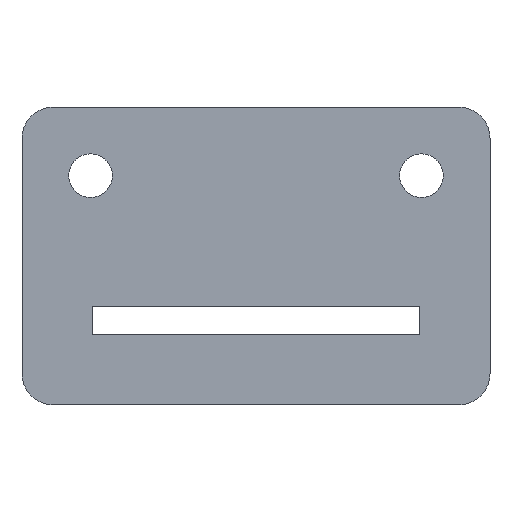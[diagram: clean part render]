
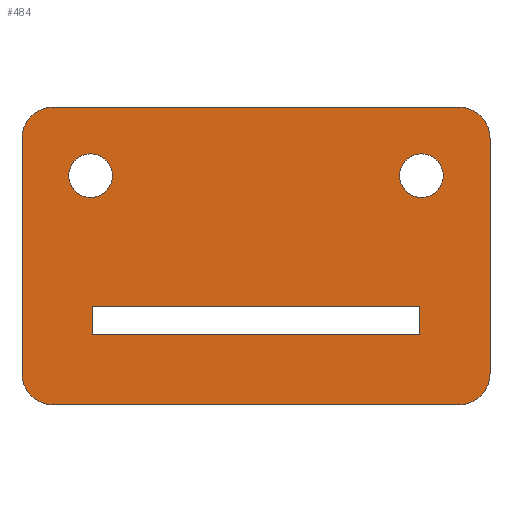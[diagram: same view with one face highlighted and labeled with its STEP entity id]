
A CAD part, front view. The second image highlights one B-rep face of the part: STEP entity #484.
In plain terms, the highlighted planar face has unit normal (0, -1, 0).
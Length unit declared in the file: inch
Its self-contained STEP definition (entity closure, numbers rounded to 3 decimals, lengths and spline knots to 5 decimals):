
#7 = CARTESIAN_POINT ( 'NONE',  ( 0.53033, 0., 0.2575 ) ) ;
#10 = CARTESIAN_POINT ( 'NONE',  ( -0.75, 0., -0.37717 ) ) ;
#11 = VECTOR ( 'NONE', #378, 39.37008 ) ;
#13 = ORIENTED_EDGE ( 'NONE', *, *, #25, .T. ) ;
#14 = EDGE_CURVE ( 'NONE', #137, #183, #321, .T. ) ;
#18 = VERTEX_POINT ( 'NONE', #100 ) ;
#20 = ORIENTED_EDGE ( 'NONE', *, *, #218, .T. ) ;
#25 = EDGE_CURVE ( 'NONE', #252, #470, #420, .T. ) ;
#26 = PLANE ( 'NONE',  #285 ) ;
#27 = CIRCLE ( 'NONE', #530, 0.1 ) ;
#29 = VERTEX_POINT ( 'NONE', #49 ) ;
#31 = VERTEX_POINT ( 'NONE', #41 ) ;
#38 = CARTESIAN_POINT ( 'NONE',  ( -0.75, 0., -0.47717 ) ) ;
#39 = EDGE_CURVE ( 'NONE', #183, #31, #292, .T. ) ;
#41 = CARTESIAN_POINT ( 'NONE',  ( 0.525, 0., -0.25217 ) ) ;
#44 = LINE ( 'NONE', #374, #11 ) ;
#46 = ORIENTED_EDGE ( 'NONE', *, *, #39, .T. ) ;
#47 = ORIENTED_EDGE ( 'NONE', *, *, #594, .T. ) ;
#49 = CARTESIAN_POINT ( 'NONE',  ( 0.53033, 0., 0.3275 ) ) ;
#52 = CARTESIAN_POINT ( 'NONE',  ( 0.75, 0., -0.47717 ) ) ;
#53 = CIRCLE ( 'NONE', #227, 0.07 ) ;
#69 = CARTESIAN_POINT ( 'NONE',  ( 0.525, 0., -0.25217 ) ) ;
#71 = VERTEX_POINT ( 'NONE', #262 ) ;
#83 = AXIS2_PLACEMENT_3D ( 'NONE', #626, #217, #268 ) ;
#86 = EDGE_CURVE ( 'NONE', #402, #260, #501, .T. ) ;
#90 = DIRECTION ( 'NONE',  ( 0., -1., 0. ) ) ;
#97 = VERTEX_POINT ( 'NONE', #620 ) ;
#100 = CARTESIAN_POINT ( 'NONE',  ( 0.53033, 0., 0.1875 ) ) ;
#103 = AXIS2_PLACEMENT_3D ( 'NONE', #146, #90, #545 ) ;
#105 = ORIENTED_EDGE ( 'NONE', *, *, #416, .T. ) ;
#108 = CARTESIAN_POINT ( 'NONE',  ( 0.53033, 0., 0.2575 ) ) ;
#118 = DIRECTION ( 'NONE',  ( -1., 0., 0. ) ) ;
#120 = CARTESIAN_POINT ( 'NONE',  ( -0.525, 0., -0.25217 ) ) ;
#123 = CARTESIAN_POINT ( 'NONE',  ( -0.53033, 0., 0.2575 ) ) ;
#124 = CARTESIAN_POINT ( 'NONE',  ( 0.525, 0., -0.16217 ) ) ;
#127 = ORIENTED_EDGE ( 'NONE', *, *, #536, .F. ) ;
#130 = VERTEX_POINT ( 'NONE', #199 ) ;
#132 = EDGE_CURVE ( 'NONE', #97, #130, #161, .T. ) ;
#137 = VERTEX_POINT ( 'NONE', #404 ) ;
#146 = CARTESIAN_POINT ( 'NONE',  ( 0.65, 0., 0.37717 ) ) ;
#148 = EDGE_CURVE ( 'NONE', #29, #18, #202, .T. ) ;
#161 = LINE ( 'NONE', #52, #540 ) ;
#164 = DIRECTION ( 'NONE',  ( 0., 0., -1. ) ) ;
#167 = FACE_BOUND ( 'NONE', #299, .T. ) ;
#169 = EDGE_CURVE ( 'NONE', #568, #605, #426, .T. ) ;
#182 = CARTESIAN_POINT ( 'NONE',  ( -0.75, 0., 0.37717 ) ) ;
#183 = VERTEX_POINT ( 'NONE', #124 ) ;
#185 = DIRECTION ( 'NONE',  ( 0., 0., 1. ) ) ;
#189 = VECTOR ( 'NONE', #118, 39.37008 ) ;
#190 = VECTOR ( 'NONE', #446, 39.37008 ) ;
#198 = DIRECTION ( 'NONE',  ( 0., 0., -1. ) ) ;
#199 = CARTESIAN_POINT ( 'NONE',  ( 0.75, 0., -0.37717 ) ) ;
#202 = CIRCLE ( 'NONE', #654, 0.07 ) ;
#206 = CARTESIAN_POINT ( 'NONE',  ( -0.65, 0., 0.37717 ) ) ;
#207 = EDGE_CURVE ( 'NONE', #31, #210, #565, .T. ) ;
#209 = ORIENTED_EDGE ( 'NONE', *, *, #148, .T. ) ;
#210 = VERTEX_POINT ( 'NONE', #120 ) ;
#216 = FACE_OUTER_BOUND ( 'NONE', #335, .T. ) ;
#217 = DIRECTION ( 'NONE',  ( 0., 1., 0. ) ) ;
#218 = EDGE_CURVE ( 'NONE', #605, #568, #320, .T. ) ;
#223 = CIRCLE ( 'NONE', #103, 0.1 ) ;
#227 = AXIS2_PLACEMENT_3D ( 'NONE', #108, #304, #198 ) ;
#228 = ORIENTED_EDGE ( 'NONE', *, *, #207, .T. ) ;
#230 = CARTESIAN_POINT ( 'NONE',  ( 0., 0., 0. ) ) ;
#232 = LINE ( 'NONE', #38, #327 ) ;
#238 = CARTESIAN_POINT ( 'NONE',  ( -0.53033, 0., 0.1875 ) ) ;
#252 = VERTEX_POINT ( 'NONE', #10 ) ;
#260 = VERTEX_POINT ( 'NONE', #182 ) ;
#262 = CARTESIAN_POINT ( 'NONE',  ( 0.65, 0., 0.47717 ) ) ;
#264 = AXIS2_PLACEMENT_3D ( 'NONE', #597, #502, #542 ) ;
#267 = ORIENTED_EDGE ( 'NONE', *, *, #132, .F. ) ;
#268 = DIRECTION ( 'NONE',  ( 0., 0., 1. ) ) ;
#282 = FACE_BOUND ( 'NONE', #462, .T. ) ;
#284 = DIRECTION ( 'NONE',  ( 0., 0., 1. ) ) ;
#285 = AXIS2_PLACEMENT_3D ( 'NONE', #230, #432, #538 ) ;
#292 = LINE ( 'NONE', #505, #612 ) ;
#293 = ORIENTED_EDGE ( 'NONE', *, *, #86, .T. ) ;
#296 = LINE ( 'NONE', #382, #611 ) ;
#299 = EDGE_LOOP ( 'NONE', ( #614, #20 ) ) ;
#304 = DIRECTION ( 'NONE',  ( 0., 1., 0. ) ) ;
#320 = CIRCLE ( 'NONE', #83, 0.07 ) ;
#321 = LINE ( 'NONE', #599, #190 ) ;
#327 = VECTOR ( 'NONE', #185, 39.37008 ) ;
#335 = EDGE_LOOP ( 'NONE', ( #127, #47, #267, #492, #413, #293, #520, #13 ) ) ;
#344 = EDGE_CURVE ( 'NONE', #402, #71, #44, .T. ) ;
#361 = DIRECTION ( 'NONE',  ( 0., 0., -1. ) ) ;
#365 = DIRECTION ( 'NONE',  ( 0., 0., 1. ) ) ;
#371 = VERTEX_POINT ( 'NONE', #427 ) ;
#374 = CARTESIAN_POINT ( 'NONE',  ( 0.75, 0., 0.47717 ) ) ;
#378 = DIRECTION ( 'NONE',  ( 1., 0., 0. ) ) ;
#382 = CARTESIAN_POINT ( 'NONE',  ( -0.525, 0., -0.25217 ) ) ;
#397 = AXIS2_PLACEMENT_3D ( 'NONE', #123, #571, #365 ) ;
#401 = DIRECTION ( 'NONE',  ( 0., 0., -1. ) ) ;
#402 = VERTEX_POINT ( 'NONE', #529 ) ;
#403 = CARTESIAN_POINT ( 'NONE',  ( -0.53033, 0., 0.3275 ) ) ;
#404 = CARTESIAN_POINT ( 'NONE',  ( -0.525, 0., -0.16217 ) ) ;
#407 = ORIENTED_EDGE ( 'NONE', *, *, #14, .T. ) ;
#413 = ORIENTED_EDGE ( 'NONE', *, *, #344, .F. ) ;
#416 = EDGE_CURVE ( 'NONE', #210, #137, #296, .T. ) ;
#420 = CIRCLE ( 'NONE', #264, 0.1 ) ;
#426 = CIRCLE ( 'NONE', #397, 0.07 ) ;
#427 = CARTESIAN_POINT ( 'NONE',  ( 0.65, 0., -0.47717 ) ) ;
#432 = DIRECTION ( 'NONE',  ( 0., -1., 0. ) ) ;
#433 = VECTOR ( 'NONE', #645, 39.37008 ) ;
#446 = DIRECTION ( 'NONE',  ( 1., 0., 0. ) ) ;
#458 = DIRECTION ( 'NONE',  ( 0., 0., -1. ) ) ;
#461 = DIRECTION ( 'NONE',  ( 0., -1., 0. ) ) ;
#462 = EDGE_LOOP ( 'NONE', ( #566, #209 ) ) ;
#468 = LINE ( 'NONE', #489, #433 ) ;
#470 = VERTEX_POINT ( 'NONE', #640 ) ;
#484 = ADVANCED_FACE ( 'NONE', ( #167, #216, #637, #282 ), #26, .T. ) ;
#489 = CARTESIAN_POINT ( 'NONE',  ( 0.75, 0., -0.47717 ) ) ;
#492 = ORIENTED_EDGE ( 'NONE', *, *, #582, .T. ) ;
#493 = AXIS2_PLACEMENT_3D ( 'NONE', #206, #461, #361 ) ;
#501 = CIRCLE ( 'NONE', #493, 0.1 ) ;
#502 = DIRECTION ( 'NONE',  ( 0., -1., 0. ) ) ;
#505 = CARTESIAN_POINT ( 'NONE',  ( 0.525, 0., -0.25217 ) ) ;
#520 = ORIENTED_EDGE ( 'NONE', *, *, #524, .F. ) ;
#524 = EDGE_CURVE ( 'NONE', #252, #260, #232, .T. ) ;
#529 = CARTESIAN_POINT ( 'NONE',  ( -0.65, 0., 0.47717 ) ) ;
#530 = AXIS2_PLACEMENT_3D ( 'NONE', #659, #663, #401 ) ;
#536 = EDGE_CURVE ( 'NONE', #371, #470, #468, .T. ) ;
#538 = DIRECTION ( 'NONE',  ( 0., 0., -1. ) ) ;
#540 = VECTOR ( 'NONE', #458, 39.37008 ) ;
#542 = DIRECTION ( 'NONE',  ( 0., 0., -1. ) ) ;
#545 = DIRECTION ( 'NONE',  ( 0., 0., -1. ) ) ;
#565 = LINE ( 'NONE', #69, #189 ) ;
#566 = ORIENTED_EDGE ( 'NONE', *, *, #624, .T. ) ;
#568 = VERTEX_POINT ( 'NONE', #238 ) ;
#571 = DIRECTION ( 'NONE',  ( 0., 1., 0. ) ) ;
#582 = EDGE_CURVE ( 'NONE', #97, #71, #223, .T. ) ;
#594 = EDGE_CURVE ( 'NONE', #371, #130, #27, .T. ) ;
#597 = CARTESIAN_POINT ( 'NONE',  ( -0.65, 0., -0.37717 ) ) ;
#599 = CARTESIAN_POINT ( 'NONE',  ( 0.525, 0., -0.16217 ) ) ;
#604 = EDGE_LOOP ( 'NONE', ( #228, #105, #407, #46 ) ) ;
#605 = VERTEX_POINT ( 'NONE', #403 ) ;
#611 = VECTOR ( 'NONE', #284, 39.37008 ) ;
#612 = VECTOR ( 'NONE', #164, 39.37008 ) ;
#614 = ORIENTED_EDGE ( 'NONE', *, *, #169, .T. ) ;
#620 = CARTESIAN_POINT ( 'NONE',  ( 0.75, 0., 0.37717 ) ) ;
#623 = DIRECTION ( 'NONE',  ( 0., 0., -1. ) ) ;
#624 = EDGE_CURVE ( 'NONE', #18, #29, #53, .T. ) ;
#625 = DIRECTION ( 'NONE',  ( 0., 1., 0. ) ) ;
#626 = CARTESIAN_POINT ( 'NONE',  ( -0.53033, 0., 0.2575 ) ) ;
#637 = FACE_BOUND ( 'NONE', #604, .T. ) ;
#640 = CARTESIAN_POINT ( 'NONE',  ( -0.65, 0., -0.47717 ) ) ;
#645 = DIRECTION ( 'NONE',  ( -1., 0., 0. ) ) ;
#654 = AXIS2_PLACEMENT_3D ( 'NONE', #7, #625, #623 ) ;
#659 = CARTESIAN_POINT ( 'NONE',  ( 0.65, 0., -0.37717 ) ) ;
#663 = DIRECTION ( 'NONE',  ( 0., -1., 0. ) ) ;
